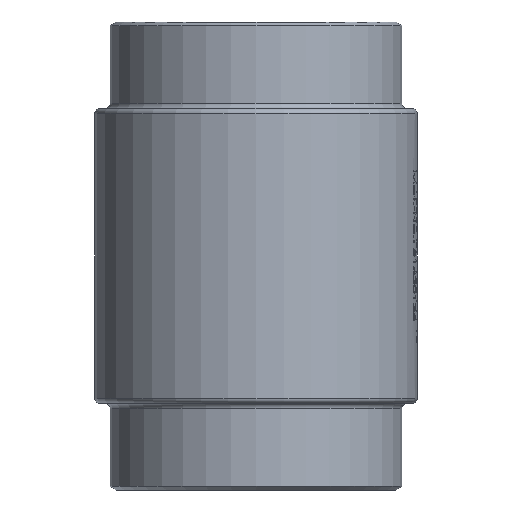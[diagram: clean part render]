
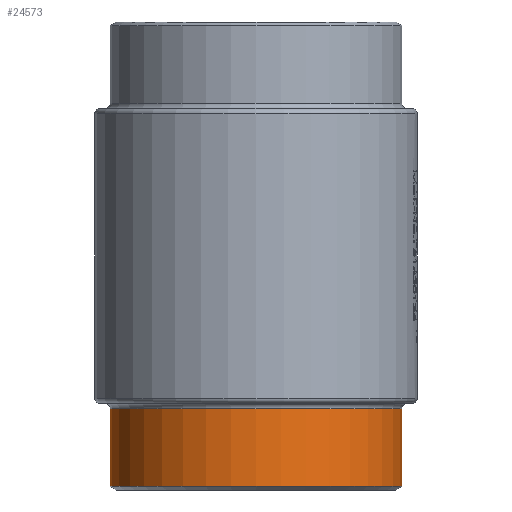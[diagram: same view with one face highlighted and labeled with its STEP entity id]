
A CAD part, front view. The second image highlights one B-rep face of the part: STEP entity #24573.
In plain terms, the highlighted cylindrical face has radius 84.15 mm (diameter 168.3 mm), a partial arc.
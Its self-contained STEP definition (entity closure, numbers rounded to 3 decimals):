
#1167 = DIRECTION ( 'NONE',  ( 1., 0., 0. ) ) ;
#1428 = AXIS2_PLACEMENT_3D ( 'NONE', #14516, #17040, #25605 ) ;
#3457 = CYLINDRICAL_SURFACE ( 'NONE', #9490, 84.15 ) ;
#3651 = ORIENTED_EDGE ( 'NONE', *, *, #23459, .T. ) ;
#3941 = EDGE_CURVE ( 'NONE', #6392, #18203, #24650, .T. ) ;
#5078 = CARTESIAN_POINT ( 'NONE',  ( -84.15, 0., -267.979 ) ) ;
#5424 = CARTESIAN_POINT ( 'NONE',  ( -84.15, 0., -270. ) ) ;
#6007 = ORIENTED_EDGE ( 'NONE', *, *, #3941, .T. ) ;
#6392 = VERTEX_POINT ( 'NONE', #6478 ) ;
#6478 = CARTESIAN_POINT ( 'NONE',  ( -84.15, 0., -223. ) ) ;
#6493 = VECTOR ( 'NONE', #26875, 1000. ) ;
#7915 = CARTESIAN_POINT ( 'NONE',  ( 84.15, 0., -223. ) ) ;
#7921 = LINE ( 'NONE', #10311, #6493 ) ;
#9490 = AXIS2_PLACEMENT_3D ( 'NONE', #27050, #22410, #12042 ) ;
#9932 = FACE_OUTER_BOUND ( 'NONE', #26803, .T. ) ;
#10311 = CARTESIAN_POINT ( 'NONE',  ( 84.15, 0., -270. ) ) ;
#12042 = DIRECTION ( 'NONE',  ( 1., 0., 0. ) ) ;
#13494 = EDGE_CURVE ( 'NONE', #23424, #13960, #7921, .T. ) ;
#13960 = VERTEX_POINT ( 'NONE', #14698 ) ;
#13990 = DIRECTION ( 'NONE',  ( 0., 0., -1. ) ) ;
#14516 = CARTESIAN_POINT ( 'NONE',  ( 0., 0., -223. ) ) ;
#14698 = CARTESIAN_POINT ( 'NONE',  ( 84.15, 0., -267.979 ) ) ;
#14704 = AXIS2_PLACEMENT_3D ( 'NONE', #18303, #20410, #1167 ) ;
#15792 = ORIENTED_EDGE ( 'NONE', *, *, #13494, .F. ) ;
#17040 = DIRECTION ( 'NONE',  ( 0., 0., -1. ) ) ;
#18203 = VERTEX_POINT ( 'NONE', #5078 ) ;
#18303 = CARTESIAN_POINT ( 'NONE',  ( 0., 0., -267.979 ) ) ;
#19639 = CIRCLE ( 'NONE', #14704, 84.15 ) ;
#20286 = VECTOR ( 'NONE', #13990, 1000. ) ;
#20410 = DIRECTION ( 'NONE',  ( 0., 0., 1. ) ) ;
#22390 = ORIENTED_EDGE ( 'NONE', *, *, #25089, .T. ) ;
#22410 = DIRECTION ( 'NONE',  ( 0., 0., -1. ) ) ;
#23424 = VERTEX_POINT ( 'NONE', #7915 ) ;
#23459 = EDGE_CURVE ( 'NONE', #18203, #13960, #19639, .T. ) ;
#24573 = ADVANCED_FACE ( 'NONE', ( #9932 ), #3457, .T. ) ;
#24650 = LINE ( 'NONE', #5424, #20286 ) ;
#25089 = EDGE_CURVE ( 'NONE', #23424, #6392, #26513, .T. ) ;
#25605 = DIRECTION ( 'NONE',  ( 1., 0., 0. ) ) ;
#26513 = CIRCLE ( 'NONE', #1428, 84.15 ) ;
#26803 = EDGE_LOOP ( 'NONE', ( #22390, #6007, #3651, #15792 ) ) ;
#26875 = DIRECTION ( 'NONE',  ( 0., 0., -1. ) ) ;
#27050 = CARTESIAN_POINT ( 'NONE',  ( 0., 0., -270. ) ) ;
